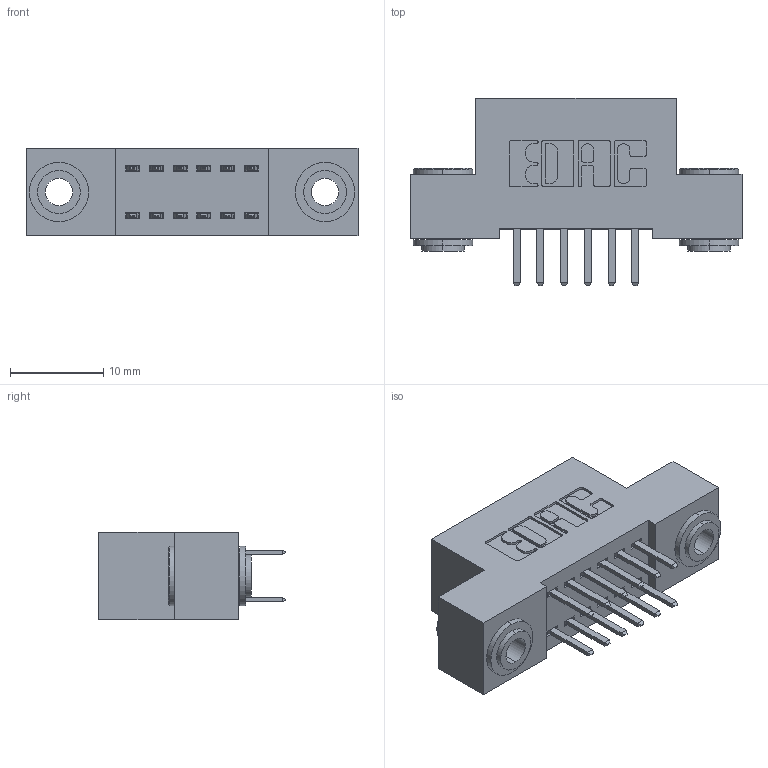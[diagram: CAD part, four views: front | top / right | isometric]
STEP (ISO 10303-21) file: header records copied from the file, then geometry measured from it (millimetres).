
FILE_DESCRIPTION (( 'STEP AP203' ), '1' );
FILE_NAME ('392-012-520-203.STEP', '2019-10-05T01:52:42', ( '' ), ( '' ), 'SwSTEP 2.0', 'SolidWorks 2016', '' );
FILE_SCHEMA (( 'CONFIG_CONTROL_DESIGN' ));
Length unit declared in the file: inch
Products named in the file (4): 342 Part_.156 TH; 345-292-001_345-293-120; 342-250-002_345-250-002-102; 392-012-520-203
Assembly tree (15 placements, depth 2):
  392-012-520-203
    342 Part_.156 TH
    345-292-001_345-293-120  x12
    342-250-002_345-250-002-102  x2
Bounding box: 35.56 x 20.02 x 9.4 mm (x, y, z)
Volume: 3042.2 mm3; surface area: 4266.5 mm2
Topology: 15 solids, 15 shells, 820 faces, 2331 edges, 1518 vertices
Faces by surface type: plane 532, cylinder 280, cone 8
Entity records: 9148 total; most frequent: CARTESIAN_POINT 1545, ORIENTED_EDGE 1462, DIRECTION 1405, EDGE_CURVE 731, VECTOR 575, LINE 575, VERTEX_POINT 482, AXIS2_PLACEMENT_3D 415
